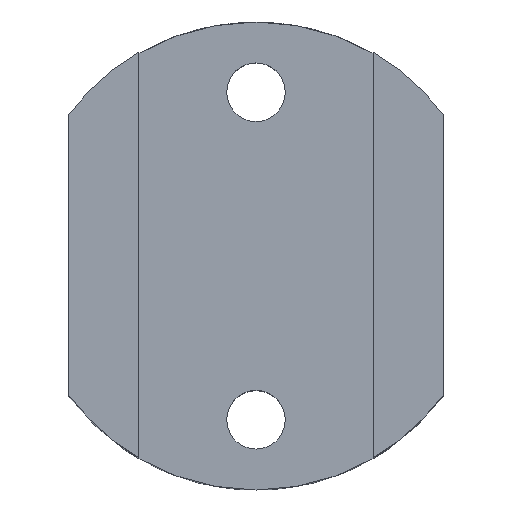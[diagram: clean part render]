
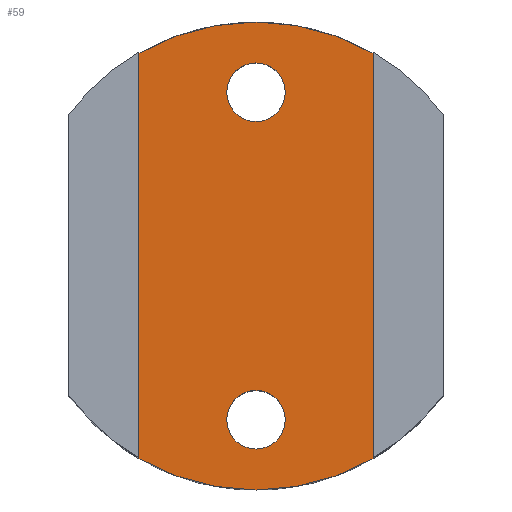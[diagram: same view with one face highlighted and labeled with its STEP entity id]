
A CAD part, top view. The second image highlights one B-rep face of the part: STEP entity #59.
In plain terms, the highlighted planar face has unit normal (0, 0, 1).
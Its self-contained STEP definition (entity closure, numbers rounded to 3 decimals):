
#6 = VECTOR ( 'NONE', #360, 1000. ) ;
#19 = DIRECTION ( 'NONE',  ( 0., 0., -1. ) ) ;
#30 = CARTESIAN_POINT ( 'NONE',  ( -5., 8.66, 6. ) ) ;
#35 = EDGE_CURVE ( 'NONE', #475, #240, #444, .T. ) ;
#39 = AXIS2_PLACEMENT_3D ( 'NONE', #503, #450, #296 ) ;
#41 = CARTESIAN_POINT ( 'NONE',  ( 1.25, -7., 6. ) ) ;
#42 = VERTEX_POINT ( 'NONE', #440 ) ;
#57 = VERTEX_POINT ( 'NONE', #586 ) ;
#58 = AXIS2_PLACEMENT_3D ( 'NONE', #324, #371, #468 ) ;
#59 = ADVANCED_FACE ( 'NONE', ( #153, #85, #452 ), #100, .F. ) ;
#85 = FACE_BOUND ( 'NONE', #112, .T. ) ;
#89 = AXIS2_PLACEMENT_3D ( 'NONE', #204, #297, #150 ) ;
#98 = ORIENTED_EDGE ( 'NONE', *, *, #409, .T. ) ;
#100 = PLANE ( 'NONE',  #422 ) ;
#102 = CARTESIAN_POINT ( 'NONE',  ( -5., -10., 6. ) ) ;
#104 = CIRCLE ( 'NONE', #556, 10. ) ;
#112 = EDGE_LOOP ( 'NONE', ( #98, #473 ) ) ;
#127 = EDGE_CURVE ( 'NONE', #42, #369, #561, .T. ) ;
#134 = AXIS2_PLACEMENT_3D ( 'NONE', #315, #415, #267 ) ;
#150 = DIRECTION ( 'NONE',  ( -1., 0., 0. ) ) ;
#153 = FACE_BOUND ( 'NONE', #597, .T. ) ;
#161 = CARTESIAN_POINT ( 'NONE',  ( 0., 7., 6. ) ) ;
#168 = CIRCLE ( 'NONE', #39, 1.25 ) ;
#180 = ORIENTED_EDGE ( 'NONE', *, *, #35, .F. ) ;
#188 = ORIENTED_EDGE ( 'NONE', *, *, #352, .F. ) ;
#191 = DIRECTION ( 'NONE',  ( 0., 0., -1. ) ) ;
#197 = EDGE_CURVE ( 'NONE', #57, #263, #427, .T. ) ;
#201 = CARTESIAN_POINT ( 'NONE',  ( 5., -10., 6. ) ) ;
#204 = CARTESIAN_POINT ( 'NONE',  ( 0., 7., 6. ) ) ;
#221 = EDGE_CURVE ( 'NONE', #240, #369, #333, .T. ) ;
#240 = VERTEX_POINT ( 'NONE', #30 ) ;
#263 = VERTEX_POINT ( 'NONE', #41 ) ;
#267 = DIRECTION ( 'NONE',  ( -1., 0., 0. ) ) ;
#289 = CARTESIAN_POINT ( 'NONE',  ( 1.25, 7., 6. ) ) ;
#290 = CARTESIAN_POINT ( 'NONE',  ( 0., 0., 6. ) ) ;
#296 = DIRECTION ( 'NONE',  ( -1., 0., 0. ) ) ;
#297 = DIRECTION ( 'NONE',  ( 0., 0., -1. ) ) ;
#315 = CARTESIAN_POINT ( 'NONE',  ( 0., -7., 6. ) ) ;
#324 = CARTESIAN_POINT ( 'NONE',  ( 0., 0., 6. ) ) ;
#330 = ORIENTED_EDGE ( 'NONE', *, *, #221, .F. ) ;
#333 = CIRCLE ( 'NONE', #58, 10. ) ;
#343 = DIRECTION ( 'NONE',  ( 0., 0., -1. ) ) ;
#348 = VERTEX_POINT ( 'NONE', #289 ) ;
#349 = CARTESIAN_POINT ( 'NONE',  ( -5., -8.66, 6. ) ) ;
#352 = EDGE_CURVE ( 'NONE', #42, #475, #104, .T. ) ;
#360 = DIRECTION ( 'NONE',  ( 0., 1., 0. ) ) ;
#369 = VERTEX_POINT ( 'NONE', #590 ) ;
#371 = DIRECTION ( 'NONE',  ( 0., 0., -1. ) ) ;
#388 = EDGE_CURVE ( 'NONE', #263, #57, #168, .T. ) ;
#409 = EDGE_CURVE ( 'NONE', #580, #348, #521, .T. ) ;
#410 = DIRECTION ( 'NONE',  ( -1., 0., 0. ) ) ;
#415 = DIRECTION ( 'NONE',  ( 0., 0., -1. ) ) ;
#422 = AXIS2_PLACEMENT_3D ( 'NONE', #499, #343, #493 ) ;
#427 = CIRCLE ( 'NONE', #134, 1.25 ) ;
#439 = ORIENTED_EDGE ( 'NONE', *, *, #127, .T. ) ;
#440 = CARTESIAN_POINT ( 'NONE',  ( 5., -8.66, 6. ) ) ;
#444 = LINE ( 'NONE', #102, #584 ) ;
#450 = DIRECTION ( 'NONE',  ( 0., 0., -1. ) ) ;
#452 = FACE_OUTER_BOUND ( 'NONE', #636, .T. ) ;
#468 = DIRECTION ( 'NONE',  ( -1., 0., 0. ) ) ;
#473 = ORIENTED_EDGE ( 'NONE', *, *, #540, .T. ) ;
#475 = VERTEX_POINT ( 'NONE', #349 ) ;
#477 = ORIENTED_EDGE ( 'NONE', *, *, #388, .T. ) ;
#493 = DIRECTION ( 'NONE',  ( -1., 0., 0. ) ) ;
#499 = CARTESIAN_POINT ( 'NONE',  ( -5., -10., 6. ) ) ;
#503 = CARTESIAN_POINT ( 'NONE',  ( 0., -7., 6. ) ) ;
#521 = CIRCLE ( 'NONE', #89, 1.25 ) ;
#540 = EDGE_CURVE ( 'NONE', #348, #580, #585, .T. ) ;
#541 = DIRECTION ( 'NONE',  ( -1., 0., 0. ) ) ;
#555 = CARTESIAN_POINT ( 'NONE',  ( -1.25, 7., 6. ) ) ;
#556 = AXIS2_PLACEMENT_3D ( 'NONE', #290, #191, #541 ) ;
#561 = LINE ( 'NONE', #201, #6 ) ;
#580 = VERTEX_POINT ( 'NONE', #555 ) ;
#584 = VECTOR ( 'NONE', #591, 1000. ) ;
#585 = CIRCLE ( 'NONE', #622, 1.25 ) ;
#586 = CARTESIAN_POINT ( 'NONE',  ( -1.25, -7., 6. ) ) ;
#590 = CARTESIAN_POINT ( 'NONE',  ( 5., 8.66, 6. ) ) ;
#591 = DIRECTION ( 'NONE',  ( 0., 1., 0. ) ) ;
#597 = EDGE_LOOP ( 'NONE', ( #624, #477 ) ) ;
#622 = AXIS2_PLACEMENT_3D ( 'NONE', #161, #19, #410 ) ;
#624 = ORIENTED_EDGE ( 'NONE', *, *, #197, .T. ) ;
#636 = EDGE_LOOP ( 'NONE', ( #180, #188, #439, #330 ) ) ;
